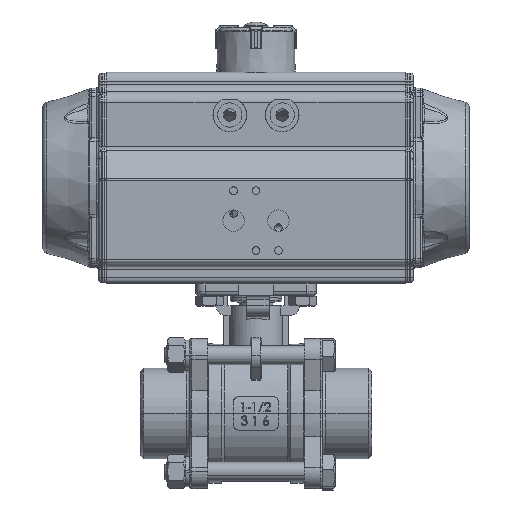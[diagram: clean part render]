
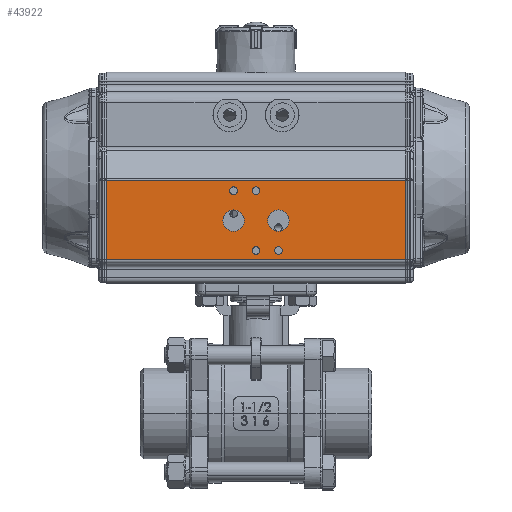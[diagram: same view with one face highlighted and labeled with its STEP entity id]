
A CAD part, top view. The second image highlights one B-rep face of the part: STEP entity #43922.
In plain terms, the highlighted face is planar.
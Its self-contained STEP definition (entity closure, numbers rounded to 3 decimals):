
#4899=LINE('',#87867,#7164);
#4913=LINE('',#87931,#7178);
#4929=LINE('',#87997,#7194);
#4930=LINE('',#87998,#7195);
#7164=VECTOR('',#54234,1000.);
#7178=VECTOR('',#54290,1000.);
#7194=VECTOR('',#54344,1000.);
#7195=VECTOR('',#54345,1000.);
#12858=ORIENTED_EDGE('',*,*,#24429,.F.);
#12859=ORIENTED_EDGE('',*,*,#24462,.T.);
#12860=ORIENTED_EDGE('',*,*,#24399,.T.);
#12861=ORIENTED_EDGE('',*,*,#24463,.T.);
#12862=ORIENTED_EDGE('',*,*,#24347,.T.);
#12863=ORIENTED_EDGE('',*,*,#24329,.T.);
#12864=ORIENTED_EDGE('',*,*,#24349,.T.);
#12865=ORIENTED_EDGE('',*,*,#24351,.T.);
#12866=ORIENTED_EDGE('',*,*,#24353,.T.);
#12867=ORIENTED_EDGE('',*,*,#24355,.T.);
#24329=EDGE_CURVE('',#30406,#30406,#34058,.T.);
#24347=EDGE_CURVE('',#30427,#30427,#34076,.T.);
#24349=EDGE_CURVE('',#30429,#30429,#34078,.T.);
#24351=EDGE_CURVE('',#30431,#30431,#34080,.T.);
#24353=EDGE_CURVE('',#30433,#30433,#34082,.T.);
#24355=EDGE_CURVE('',#30435,#30435,#34084,.T.);
#24399=EDGE_CURVE('',#30482,#30480,#4899,.T.);
#24429=EDGE_CURVE('',#30511,#30512,#4913,.T.);
#24462=EDGE_CURVE('',#30511,#30482,#4929,.T.);
#24463=EDGE_CURVE('',#30480,#30512,#4930,.T.);
#30406=VERTEX_POINT('',#87662);
#30427=VERTEX_POINT('',#87714);
#30429=VERTEX_POINT('',#87719);
#30431=VERTEX_POINT('',#87724);
#30433=VERTEX_POINT('',#87729);
#30435=VERTEX_POINT('',#87734);
#30480=VERTEX_POINT('',#87865);
#30482=VERTEX_POINT('',#87868);
#30511=VERTEX_POINT('',#87932);
#30512=VERTEX_POINT('',#87933);
#34058=CIRCLE('',#47524,5.723);
#34076=CIRCLE('',#47555,5.723);
#34078=CIRCLE('',#47558,2.067);
#34080=CIRCLE('',#47561,2.067);
#34082=CIRCLE('',#47564,2.067);
#34084=CIRCLE('',#47567,2.067);
#36681=EDGE_LOOP('',(#12858,#12859,#12860,#12861));
#36682=EDGE_LOOP('',(#12862));
#36683=EDGE_LOOP('',(#12863));
#36684=EDGE_LOOP('',(#12864));
#36685=EDGE_LOOP('',(#12865));
#36686=EDGE_LOOP('',(#12866));
#36687=EDGE_LOOP('',(#12867));
#39951=FACE_BOUND('',#36681,.T.);
#39952=FACE_BOUND('',#36682,.T.);
#39953=FACE_BOUND('',#36683,.T.);
#39954=FACE_BOUND('',#36684,.T.);
#39955=FACE_BOUND('',#36685,.T.);
#39956=FACE_BOUND('',#36686,.T.);
#39957=FACE_BOUND('',#36687,.T.);
#42598=PLANE('',#47677);
#43922=ADVANCED_FACE('',(#39951,#39952,#39953,#39954,#39955,#39956,#39957),
#42598,.T.);
#47524=AXIS2_PLACEMENT_3D('',#87661,#54006,#54007);
#47555=AXIS2_PLACEMENT_3D('',#87713,#54068,#54069);
#47558=AXIS2_PLACEMENT_3D('',#87718,#54074,#54075);
#47561=AXIS2_PLACEMENT_3D('',#87723,#54080,#54081);
#47564=AXIS2_PLACEMENT_3D('',#87728,#54086,#54087);
#47567=AXIS2_PLACEMENT_3D('',#87733,#54092,#54093);
#47677=AXIS2_PLACEMENT_3D('',#87996,#54342,#54343);
#54006=DIRECTION('',(-1.,0.,0.));
#54007=DIRECTION('',(0.,0.,-1.));
#54068=DIRECTION('',(-1.,0.,0.));
#54069=DIRECTION('',(0.,0.,-1.));
#54074=DIRECTION('',(-1.,0.,0.));
#54075=DIRECTION('',(0.,0.,-1.));
#54080=DIRECTION('',(-1.,0.,0.));
#54081=DIRECTION('',(0.,0.,-1.));
#54086=DIRECTION('',(-1.,0.,0.));
#54087=DIRECTION('',(0.,0.,-1.));
#54092=DIRECTION('',(-1.,0.,0.));
#54093=DIRECTION('',(0.,0.,-1.));
#54234=DIRECTION('',(0.,1.,0.));
#54290=DIRECTION('',(0.,1.,0.));
#54342=DIRECTION('',(1.,0.,0.));
#54343=DIRECTION('',(0.,1.,0.));
#54344=DIRECTION('',(0.,0.,-1.));
#54345=DIRECTION('',(0.,0.,1.));
#87661=CARTESIAN_POINT('',(56.5,-23.,92.));
#87662=CARTESIAN_POINT('',(56.5,-23.,86.278));
#87713=CARTESIAN_POINT('',(56.5,-23.,68.));
#87714=CARTESIAN_POINT('',(56.5,-23.,62.278));
#87718=CARTESIAN_POINT('',(56.5,-7.,92.));
#87719=CARTESIAN_POINT('',(56.5,-7.,89.933));
#87723=CARTESIAN_POINT('',(56.5,-39.,68.));
#87724=CARTESIAN_POINT('',(56.5,-39.,65.933));
#87728=CARTESIAN_POINT('',(56.5,-39.,80.));
#87729=CARTESIAN_POINT('',(56.5,-39.,77.933));
#87733=CARTESIAN_POINT('',(56.5,-7.,80.));
#87734=CARTESIAN_POINT('',(56.5,-7.,77.933));
#87865=CARTESIAN_POINT('',(56.5,-1.67,0.));
#87867=CARTESIAN_POINT('',(56.5,-2.866,0.));
#87868=CARTESIAN_POINT('',(56.5,-44.,0.));
#87931=CARTESIAN_POINT('',(56.5,-2.866,160.));
#87932=CARTESIAN_POINT('',(56.5,-44.,160.));
#87933=CARTESIAN_POINT('',(56.5,-1.67,160.));
#87996=CARTESIAN_POINT('',(56.5,-44.,0.));
#87997=CARTESIAN_POINT('',(56.5,-44.,0.));
#87998=CARTESIAN_POINT('',(56.5,-1.67,0.));
